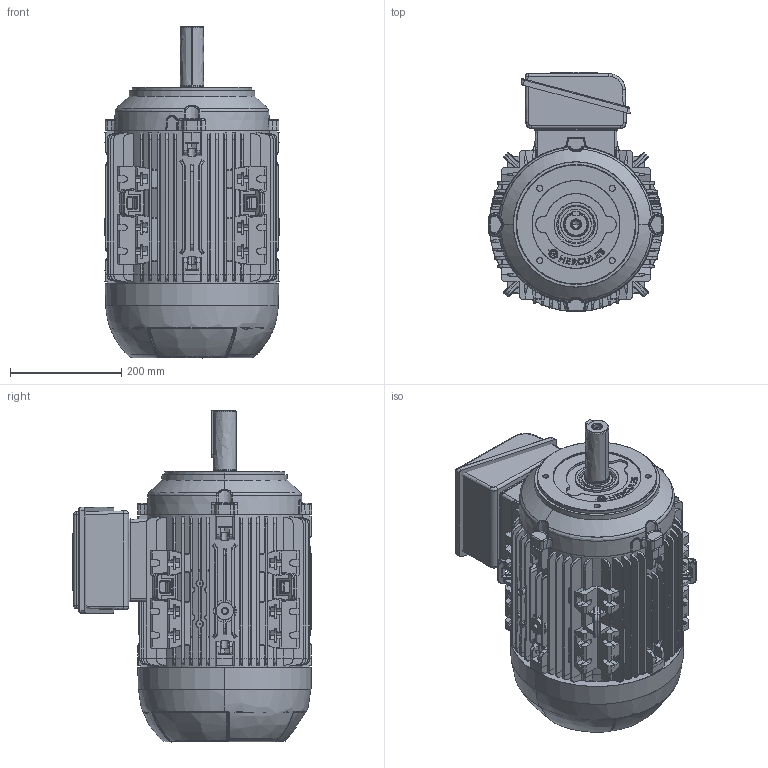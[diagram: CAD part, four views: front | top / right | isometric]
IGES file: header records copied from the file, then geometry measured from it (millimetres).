
Start section: SolidWorks IGES file using analytic representation for surfaces
Global section: file name: 160M_SP_FC_TOP.igs; native system: SolidWorks 2020; preprocessor: SolidWorks 2020; author: dias; date: 220723.080202; units: millimetre
Bounding box: 313.95 x 431.19 x 598 mm (x, y, z)
Surface area: 1550943.3 mm2 (no closed solid volume)
Topology: 0 solids, 0 shells, 3341 faces, 35900 edges, 35888 vertices
Faces by surface type: bspline 2093, revolution 1248
